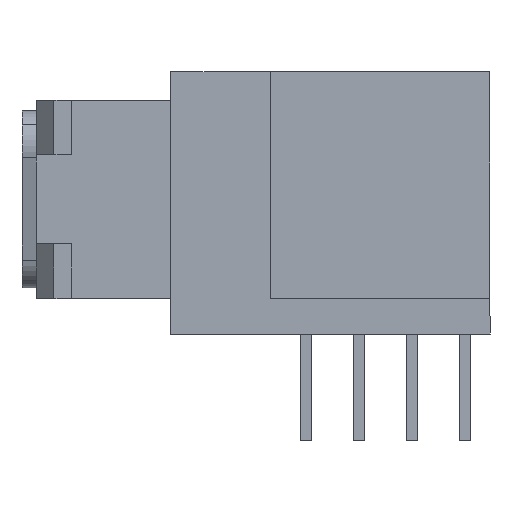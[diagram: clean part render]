
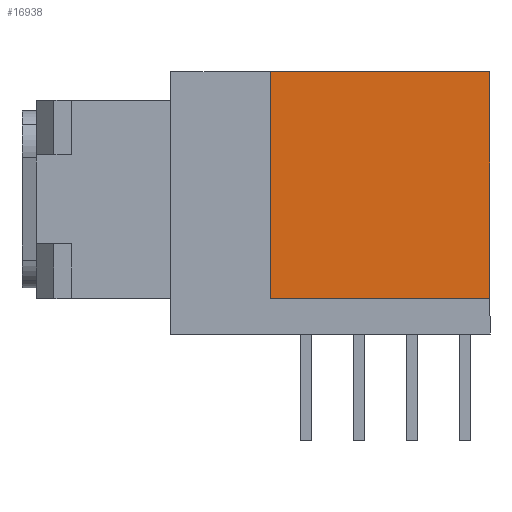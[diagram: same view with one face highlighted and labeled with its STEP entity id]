
A CAD part, left-side view. The second image highlights one B-rep face of the part: STEP entity #16938.
In plain terms, the highlighted planar face has unit normal (-1, 0, 0).
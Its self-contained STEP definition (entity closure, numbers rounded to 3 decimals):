
#14790=CARTESIAN_POINT('',(-12.7,-5.715,9.398));
#14791=VERTEX_POINT('',#14790);
#14799=CARTESIAN_POINT('',(-12.7,-5.715,1.27));
#14800=VERTEX_POINT('',#14799);
#14801=CARTESIAN_POINT('',(-12.7,-5.715,9.398));
#14802=CARTESIAN_POINT('',(-12.7,-5.715,6.689));
#14803=CARTESIAN_POINT('',(-12.7,-5.715,3.979));
#14804=CARTESIAN_POINT('',(-12.7,-5.715,1.27));
#14805=QUASI_UNIFORM_CURVE('',3,(#14801,#14802,#14803,#14804),.UNSPECIFIED.,.F.,.U.);
#14806=EDGE_CURVE('',#14791,#14800,#14805,.T.);
#16210=CARTESIAN_POINT('',(-12.7,2.159,9.398));
#16211=VERTEX_POINT('',#16210);
#16212=CARTESIAN_POINT('',(-12.7,2.159,1.27));
#16213=VERTEX_POINT('',#16212);
#16214=CARTESIAN_POINT('',(-12.7,2.159,9.398));
#16215=CARTESIAN_POINT('',(-12.7,2.159,6.689));
#16216=CARTESIAN_POINT('',(-12.7,2.159,3.979));
#16217=CARTESIAN_POINT('',(-12.7,2.159,1.27));
#16218=QUASI_UNIFORM_CURVE('',3,(#16214,#16215,#16216,#16217),.UNSPECIFIED.,.F.,.U.);
#16219=EDGE_CURVE('',#16211,#16213,#16218,.T.);
#16904=CARTESIAN_POINT('',(-12.7,-5.715,9.398));
#16905=CARTESIAN_POINT('',(-12.7,-3.09,9.398));
#16906=CARTESIAN_POINT('',(-12.7,-0.466,9.398));
#16907=CARTESIAN_POINT('',(-12.7,2.159,9.398));
#16908=QUASI_UNIFORM_CURVE('',3,(#16904,#16905,#16906,#16907),.UNSPECIFIED.,.F.,.U.);
#16909=EDGE_CURVE('',#14791,#16211,#16908,.T.);
#16921=CARTESIAN_POINT('',(-12.7,6.096,-2.794));
#16922=DIRECTION('',(-1.0,0.0,0.0));
#16923=DIRECTION('',(0.0,-1.0,0.0));
#16924=AXIS2_PLACEMENT_3D('',#16921,#16922,#16923);
#16925=PLANE('',#16924);
#16926=ORIENTED_EDGE('',*,*,#16909,.T.);
#16927=ORIENTED_EDGE('',*,*,#16219,.T.);
#16928=CARTESIAN_POINT('',(-12.7,2.159,1.27));
#16929=CARTESIAN_POINT('',(-12.7,-0.466,1.27));
#16930=CARTESIAN_POINT('',(-12.7,-3.09,1.27));
#16931=CARTESIAN_POINT('',(-12.7,-5.715,1.27));
#16932=QUASI_UNIFORM_CURVE('',3,(#16928,#16929,#16930,#16931),.UNSPECIFIED.,.F.,.U.);
#16933=EDGE_CURVE('',#16213,#14800,#16932,.T.);
#16934=ORIENTED_EDGE('',*,*,#16933,.T.);
#16935=ORIENTED_EDGE('',*,*,#14806,.F.);
#16936=EDGE_LOOP('',(#16926,#16927,#16934,#16935));
#16937=FACE_OUTER_BOUND('',#16936,.T.);
#16938=ADVANCED_FACE('',(#16937),#16925,.T.);
